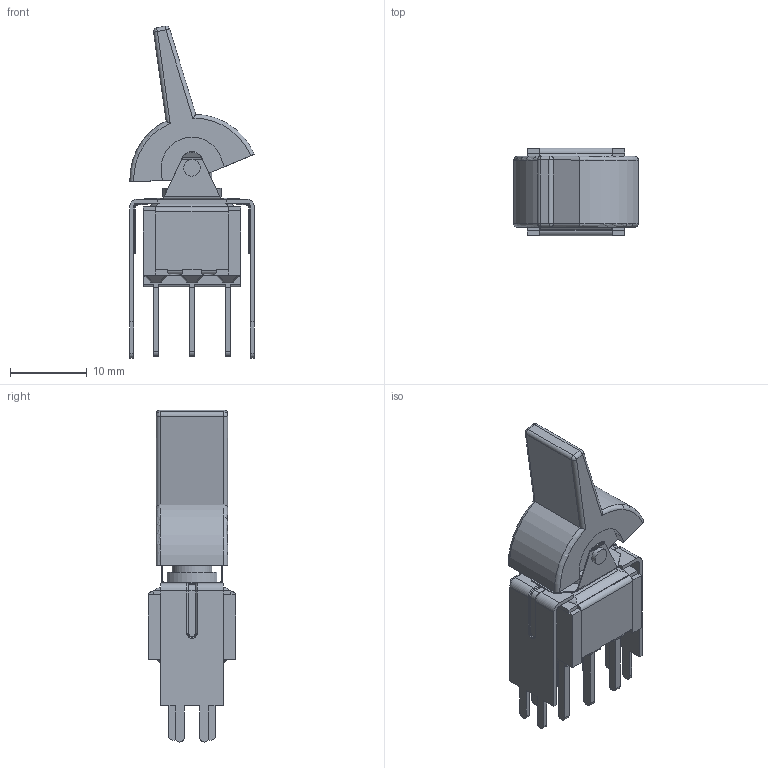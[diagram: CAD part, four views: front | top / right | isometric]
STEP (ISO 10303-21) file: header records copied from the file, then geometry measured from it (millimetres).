
FILE_DESCRIPTION(/* description */ (''),/* implementation_level */ '2;1');
FILE_NAME(/* name */ '300DPxJ2xxxVS3xE.stp',/* time_stamp */ '2026-01-23T21:14:36-06:00',/* author */ ('jmeyers'),/* organization */ (''),/* preprocessor_version */ 'ST-DEVELOPER v18.1',/* originating_system */ 'Autodesk Inventor 2022',/* authorisation */ '');
FILE_SCHEMA (('AUTOMOTIVE_DESIGN { 1 0 10303 214 3 1 1 }'));
Length unit declared in the file: inch
Products named in the file (1): Part2
Bounding box: 16.26 x 11.43 x 43.27 mm (x, y, z)
Volume: 1842.4 mm3; surface area: 3809.4 mm2
Topology: 1 solids, 3 shells, 605 faces, 1557 edges, 951 vertices
Faces by surface type: plane 374, cylinder 165, torus 38, sphere 28
Full cylindrical faces by diameter (mm): 2.15 x4, 3.2 x1, 5.2 x1
Entity records: 18048 total; most frequent: CARTESIAN_POINT 3196, DIRECTION 3141, ORIENTED_EDGE 3058, EDGE_CURVE 1529, LINE 1109, VECTOR 1109, AXIS2_PLACEMENT_3D 1016, VERTEX_POINT 951
